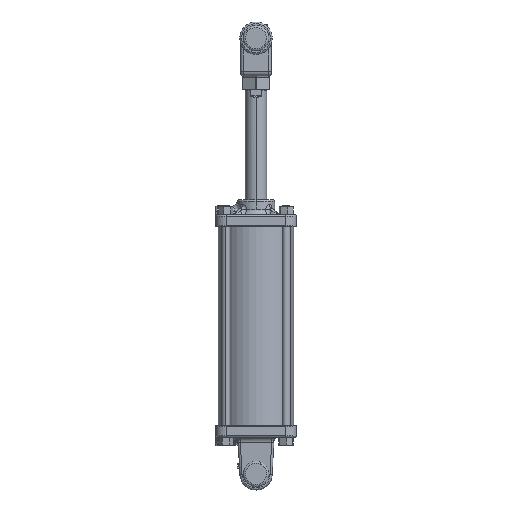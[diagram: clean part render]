
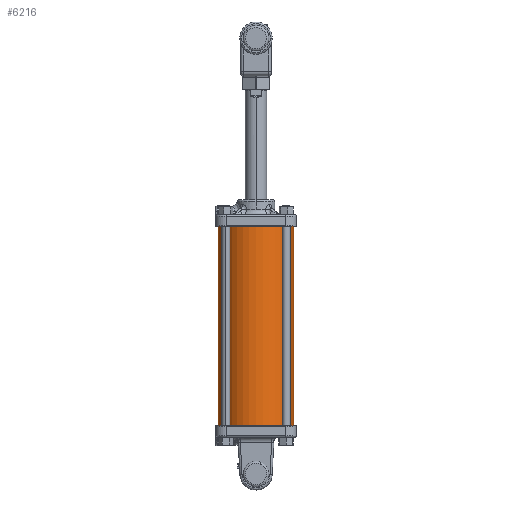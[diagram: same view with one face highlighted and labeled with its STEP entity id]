
A CAD part, left-side view. The second image highlights one B-rep face of the part: STEP entity #6216.
In plain terms, the highlighted cylindrical face has radius 44.45 mm (diameter 88.9 mm), a partial arc.
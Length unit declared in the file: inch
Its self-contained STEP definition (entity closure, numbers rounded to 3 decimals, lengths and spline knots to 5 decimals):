
#131 = DIRECTION ( 'NONE',  ( 1., 0., 0. ) ) ;
#366 = DIRECTION ( 'NONE',  ( 0., 0., 1. ) ) ;
#3817 = CARTESIAN_POINT ( 'NONE',  ( 0., 0., -14.44975 ) ) ;
#4014 = CARTESIAN_POINT ( 'NONE',  ( 1.75, 0., 0. ) ) ;
#4612 = AXIS2_PLACEMENT_3D ( 'NONE', #27589, #38211, #12824 ) ;
#4914 = CARTESIAN_POINT ( 'NONE',  ( -1.75, 0., -9.375 ) ) ;
#5409 = CARTESIAN_POINT ( 'NONE',  ( 1.75, 0., -14.44975 ) ) ;
#6208 = ORIENTED_EDGE ( 'NONE', *, *, #38877, .F. ) ;
#6216 = ADVANCED_FACE ( 'NONE', ( #41934 ), #21369, .T. ) ;
#7100 = EDGE_LOOP ( 'NONE', ( #6208, #25245, #35585, #23237 ) ) ;
#9853 = EDGE_CURVE ( 'NONE', #24839, #42976, #23733, .T. ) ;
#11259 = CARTESIAN_POINT ( 'NONE',  ( 0., 0., 0. ) ) ;
#11494 = DIRECTION ( 'NONE',  ( 0., 0., 1. ) ) ;
#12824 = DIRECTION ( 'NONE',  ( 1., 0., 0. ) ) ;
#12855 = VERTEX_POINT ( 'NONE', #4014 ) ;
#14565 = AXIS2_PLACEMENT_3D ( 'NONE', #3817, #366, #131 ) ;
#15472 = VERTEX_POINT ( 'NONE', #24775 ) ;
#17784 = CARTESIAN_POINT ( 'NONE',  ( 1.75, 0., -9.375 ) ) ;
#17961 = LINE ( 'NONE', #42650, #30685 ) ;
#21369 = CYLINDRICAL_SURFACE ( 'NONE', #14565, 1.75 ) ;
#22099 = DIRECTION ( 'NONE',  ( 0., 0., 1. ) ) ;
#23237 = ORIENTED_EDGE ( 'NONE', *, *, #27565, .F. ) ;
#23733 = CIRCLE ( 'NONE', #4612, 1.75 ) ;
#24775 = CARTESIAN_POINT ( 'NONE',  ( -1.75, 0., 0. ) ) ;
#24839 = VERTEX_POINT ( 'NONE', #17784 ) ;
#25245 = ORIENTED_EDGE ( 'NONE', *, *, #9853, .F. ) ;
#27565 = EDGE_CURVE ( 'NONE', #15472, #12855, #40007, .T. ) ;
#27589 = CARTESIAN_POINT ( 'NONE',  ( 0., 0., -9.375 ) ) ;
#30685 = VECTOR ( 'NONE', #22099, 39.37008 ) ;
#33584 = DIRECTION ( 'NONE',  ( 0., 0., 1. ) ) ;
#35585 = ORIENTED_EDGE ( 'NONE', *, *, #44259, .T. ) ;
#36399 = DIRECTION ( 'NONE',  ( 1., 0., 0. ) ) ;
#37032 = LINE ( 'NONE', #5409, #38846 ) ;
#38211 = DIRECTION ( 'NONE',  ( 0., 0., -1. ) ) ;
#38846 = VECTOR ( 'NONE', #33584, 39.37008 ) ;
#38877 = EDGE_CURVE ( 'NONE', #42976, #15472, #17961, .T. ) ;
#40007 = CIRCLE ( 'NONE', #42986, 1.75 ) ;
#41934 = FACE_OUTER_BOUND ( 'NONE', #7100, .T. ) ;
#42650 = CARTESIAN_POINT ( 'NONE',  ( -1.75, 0., -14.44975 ) ) ;
#42976 = VERTEX_POINT ( 'NONE', #4914 ) ;
#42986 = AXIS2_PLACEMENT_3D ( 'NONE', #11259, #11494, #36399 ) ;
#44259 = EDGE_CURVE ( 'NONE', #24839, #12855, #37032, .T. ) ;
